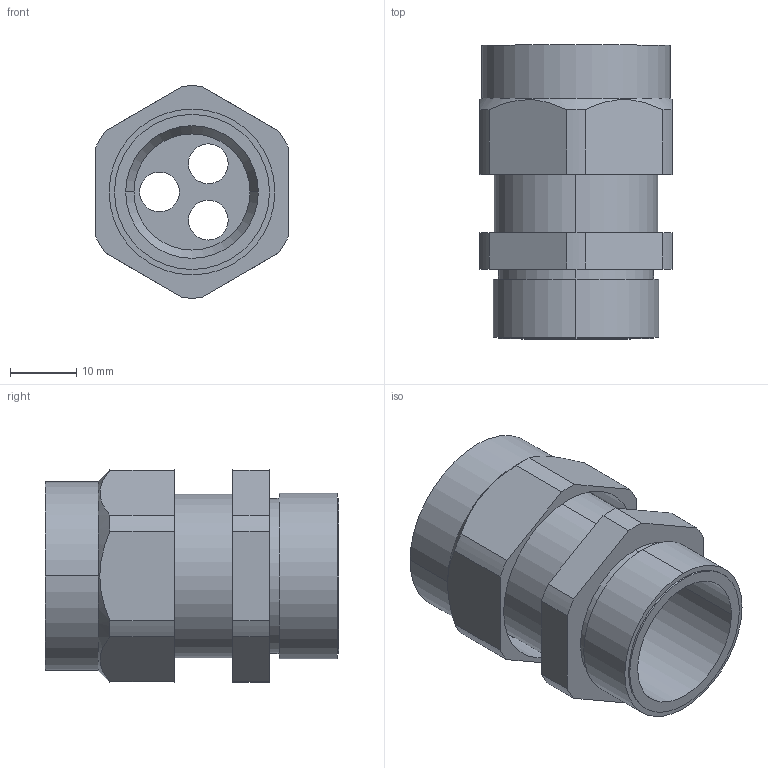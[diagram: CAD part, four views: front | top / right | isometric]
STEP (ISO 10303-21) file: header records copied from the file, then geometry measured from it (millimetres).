
FILE_DESCRIPTION (( 'STEP AP214' ), '1' );
FILE_NAME ('2022122.stp', '2016-09-08T08:00:20', ( '' ), ( '' ), 'SwSTEP 2.0', 'SolidWorks 2014', '' );
FILE_SCHEMA (( 'AUTOMOTIVE_DESIGN' ));
Length unit declared in the file: millimetre
Products named in the file (4): 2022122; 0005568_grafische Darstellung; 0005615_grafische Darstellung; EV726_M25 3x6
Assembly tree (3 placements, depth 2):
  2022122
    0005568_grafische Darstellung
    EV726_M25 3x6
    0005615_grafische Darstellung
Bounding box: 29 x 44.3 x 31.99 mm (x, y, z)
Volume: 12846.9 mm3; surface area: 12407.8 mm2
Topology: 3 solids, 3 shells, 81 faces, 189 edges, 120 vertices
Faces by surface type: cylinder 45, plane 24, cone 12
Entity records: 2579 total; most frequent: CARTESIAN_POINT 484, DIRECTION 449, ORIENTED_EDGE 378, EDGE_CURVE 189, AXIS2_PLACEMENT_3D 181, VERTEX_POINT 120, EDGE_LOOP 97, CIRCLE 94
